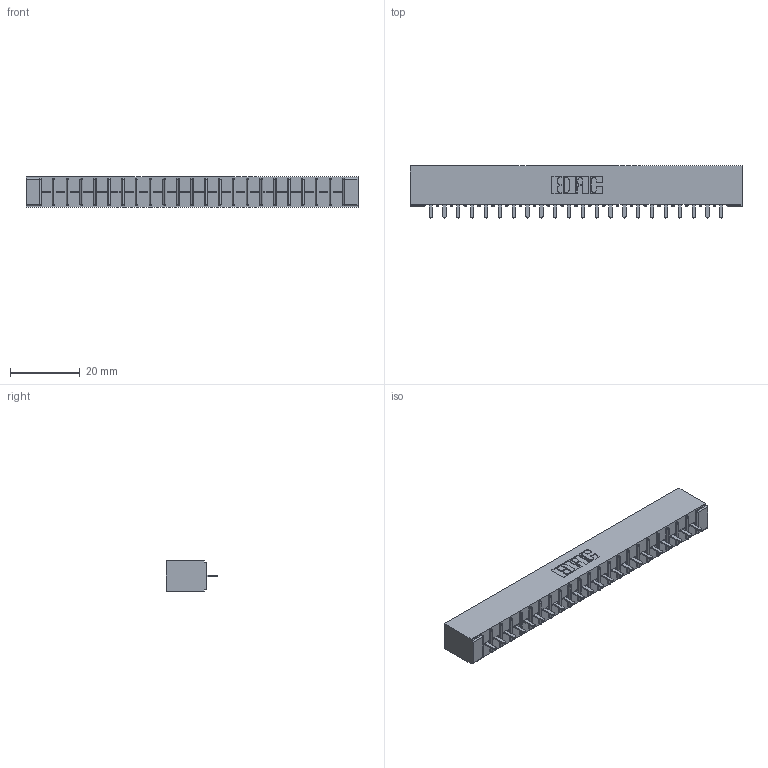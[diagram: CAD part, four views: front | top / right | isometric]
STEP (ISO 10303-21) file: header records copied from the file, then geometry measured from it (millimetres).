
FILE_DESCRIPTION (( 'STEP AP203' ), '1' );
FILE_NAME ('356-022-521-101.STEP', '2018-08-01T19:56:34', ( '' ), ( '' ), 'SwSTEP 2.0', 'SolidWorks 2016', '' );
FILE_SCHEMA (( 'CONFIG_CONTROL_DESIGN' ));
Length unit declared in the file: inch
Products named in the file (3): 306 Part_No Mounting; 306-290-001_121; 356-022-521-101
Assembly tree (23 placements, depth 2):
  356-022-521-101
    306 Part_No Mounting
    306-290-001_121  x22
Bounding box: 95.05 x 14.88 x 8.71 mm (x, y, z)
Volume: 6744.8 mm3; surface area: 10087.2 mm2
Topology: 23 solids, 23 shells, 1648 faces, 4626 edges, 2964 vertices
Faces by surface type: plane 1098, cylinder 462, sphere 88
Entity records: 22785 total; most frequent: CARTESIAN_POINT 3821, ORIENTED_EDGE 3784, DIRECTION 3770, EDGE_CURVE 1892, LINE 1472, VECTOR 1472, VERTEX_POINT 1200, AXIS2_PLACEMENT_3D 1149
